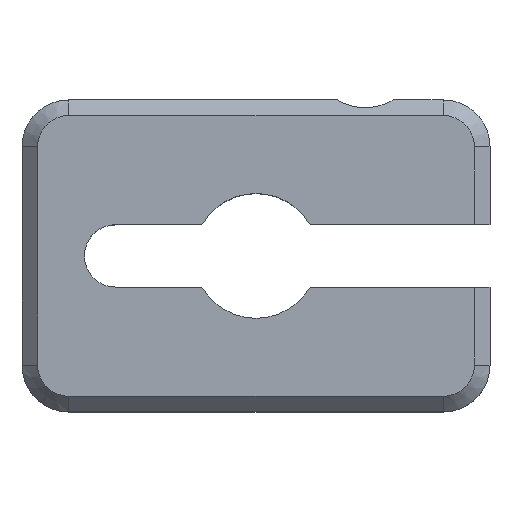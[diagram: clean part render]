
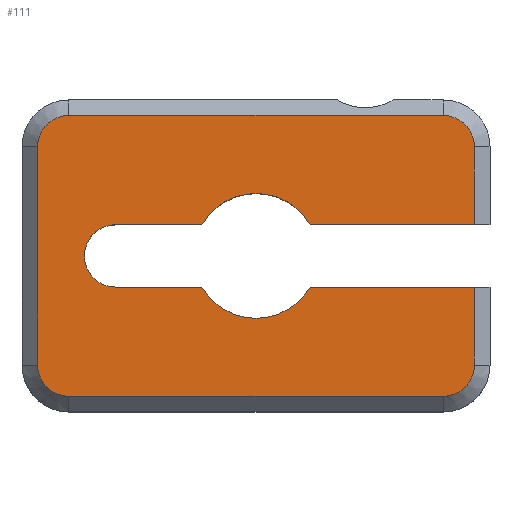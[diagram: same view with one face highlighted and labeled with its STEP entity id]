
A CAD part, top view. The second image highlights one B-rep face of the part: STEP entity #111.
In plain terms, the highlighted planar face has unit normal (0, 0, 1).
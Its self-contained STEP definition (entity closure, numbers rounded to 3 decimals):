
#111=ADVANCED_FACE('',(#528),#530,.T.);
#528=FACE_BOUND('',#529,.T.);
#529=EDGE_LOOP('',(#868,#869,#870,#871,#872,#873,#874,#875,#876,#877,#878,#879,#880,
#881,#882,#883));
#530=PLANE('',#531);
#531=AXIS2_PLACEMENT_3D('',#532,#533,#534);
#532=CARTESIAN_POINT('',(0.,0.,4.));
#533=DIRECTION('',(0.,0.,1.));
#534=DIRECTION('',(-1.,0.,0.));
#868=ORIENTED_EDGE('',*,*,#1088,.F.);
#869=ORIENTED_EDGE('',*,*,#1089,.T.);
#870=ORIENTED_EDGE('',*,*,#1090,.T.);
#871=ORIENTED_EDGE('',*,*,#1055,.T.);
#872=ORIENTED_EDGE('',*,*,#1091,.T.);
#873=ORIENTED_EDGE('',*,*,#1092,.T.);
#874=ORIENTED_EDGE('',*,*,#1093,.T.);
#875=ORIENTED_EDGE('',*,*,#1094,.T.);
#876=ORIENTED_EDGE('',*,*,#1095,.T.);
#877=ORIENTED_EDGE('',*,*,#1096,.T.);
#878=ORIENTED_EDGE('',*,*,#1097,.T.);
#879=ORIENTED_EDGE('',*,*,#1098,.T.);
#880=ORIENTED_EDGE('',*,*,#1099,.T.);
#881=ORIENTED_EDGE('',*,*,#1100,.T.);
#882=ORIENTED_EDGE('',*,*,#1101,.T.);
#883=ORIENTED_EDGE('',*,*,#1102,.T.);
#1055=EDGE_CURVE('',#1171,#1168,#1172,.T.);
#1088=EDGE_CURVE('',#1232,#1233,#1234,.F.);
#1089=EDGE_CURVE('',#1232,#1235,#1236,.T.);
#1090=EDGE_CURVE('',#1235,#1171,#1237,.T.);
#1091=EDGE_CURVE('',#1168,#1238,#1239,.T.);
#1092=EDGE_CURVE('',#1238,#1240,#1241,.T.);
#1093=EDGE_CURVE('',#1240,#1242,#1243,.T.);
#1094=EDGE_CURVE('',#1242,#1244,#1245,.T.);
#1095=EDGE_CURVE('',#1244,#1246,#1247,.T.);
#1096=EDGE_CURVE('',#1246,#1248,#1249,.T.);
#1097=EDGE_CURVE('',#1248,#1250,#1251,.T.);
#1098=EDGE_CURVE('',#1250,#1252,#1253,.T.);
#1099=EDGE_CURVE('',#1252,#1254,#1255,.T.);
#1100=EDGE_CURVE('',#1254,#1256,#1257,.T.);
#1101=EDGE_CURVE('',#1256,#1258,#1259,.T.);
#1102=EDGE_CURVE('',#1258,#1233,#1260,.T.);
#1168=VERTEX_POINT('',#1356);
#1171=VERTEX_POINT('',#1361);
#1172=LINE('',#1362,#1363);
#1232=VERTEX_POINT('',#1503);
#1233=VERTEX_POINT('',#1504);
#1234=CIRCLE('',#1505,2.);
#1235=VERTEX_POINT('',#1509);
#1236=LINE('',#1510,#1511);
#1237=CIRCLE('',#1513,4.);
#1238=VERTEX_POINT('',#1517);
#1239=LINE('',#1518,#1519);
#1240=VERTEX_POINT('',#1521);
#1241=CIRCLE('',#1522,2.);
#1242=VERTEX_POINT('',#1526);
#1243=LINE('',#1527,#1528);
#1244=VERTEX_POINT('',#1530);
#1245=CIRCLE('',#1531,2.);
#1246=VERTEX_POINT('',#1535);
#1247=LINE('',#1536,#1537);
#1248=VERTEX_POINT('',#1539);
#1249=CIRCLE('',#1540,2.);
#1250=VERTEX_POINT('',#1544);
#1251=LINE('',#1545,#1546);
#1252=VERTEX_POINT('',#1548);
#1253=CIRCLE('',#1549,2.);
#1254=VERTEX_POINT('',#1553);
#1255=LINE('',#1554,#1555);
#1256=VERTEX_POINT('',#1557);
#1257=LINE('',#1558,#1559);
#1258=VERTEX_POINT('',#1561);
#1259=CIRCLE('',#1562,4.);
#1260=LINE('',#1566,#1567);
#1356=CARTESIAN_POINT('',(18.,2.,4.));
#1361=CARTESIAN_POINT('',(7.464,2.,4.));
#1362=CARTESIAN_POINT('',(7.464,2.,4.));
#1363=VECTOR('',#1364,1.);
#1364=DIRECTION('',(1.,0.,0.));
#1503=CARTESIAN_POINT('',(-5.,2.,4.));
#1504=CARTESIAN_POINT('',(-5.,-2.,4.));
#1505=AXIS2_PLACEMENT_3D('',#1506,#1507,#1508);
#1506=CARTESIAN_POINT('',(-5.,0.,4.));
#1507=DIRECTION('',(0.,0.,-1.));
#1508=DIRECTION('',(0.,-1.,0.));
#1509=CARTESIAN_POINT('',(0.536,2.,4.));
#1510=CARTESIAN_POINT('',(-5.,2.,4.));
#1511=VECTOR('',#1512,1.);
#1512=DIRECTION('',(1.,0.,0.));
#1513=AXIS2_PLACEMENT_3D('',#1514,#1515,#1516);
#1514=CARTESIAN_POINT('',(4.,0.,4.));
#1515=DIRECTION('',(0.,0.,-1.));
#1516=DIRECTION('',(-0.866,0.5,0.));
#1517=CARTESIAN_POINT('',(18.,7.,4.));
#1518=CARTESIAN_POINT('',(18.,2.,4.));
#1519=VECTOR('',#1520,1.);
#1520=DIRECTION('',(0.,1.,0.));
#1521=CARTESIAN_POINT('',(16.,9.,4.));
#1522=AXIS2_PLACEMENT_3D('',#1523,#1524,#1525);
#1523=CARTESIAN_POINT('',(16.,7.,4.));
#1524=DIRECTION('',(0.,0.,1.));
#1525=DIRECTION('',(1.,0.,0.));
#1526=CARTESIAN_POINT('',(-8.,9.,4.));
#1527=CARTESIAN_POINT('',(16.,9.,4.));
#1528=VECTOR('',#1529,1.);
#1529=DIRECTION('',(-1.,0.,0.));
#1530=CARTESIAN_POINT('',(-10.,7.,4.));
#1531=AXIS2_PLACEMENT_3D('',#1532,#1533,#1534);
#1532=CARTESIAN_POINT('',(-8.,7.,4.));
#1533=DIRECTION('',(0.,0.,1.));
#1534=DIRECTION('',(0.,1.,0.));
#1535=CARTESIAN_POINT('',(-10.,-7.,4.));
#1536=CARTESIAN_POINT('',(-10.,7.,4.));
#1537=VECTOR('',#1538,1.);
#1538=DIRECTION('',(0.,-1.,0.));
#1539=CARTESIAN_POINT('',(-8.,-9.,4.));
#1540=AXIS2_PLACEMENT_3D('',#1541,#1542,#1543);
#1541=CARTESIAN_POINT('',(-8.,-7.,4.));
#1542=DIRECTION('',(0.,0.,1.));
#1543=DIRECTION('',(-1.,0.,0.));
#1544=CARTESIAN_POINT('',(16.,-9.,4.));
#1545=CARTESIAN_POINT('',(-8.,-9.,4.));
#1546=VECTOR('',#1547,1.);
#1547=DIRECTION('',(1.,0.,0.));
#1548=CARTESIAN_POINT('',(18.,-7.,4.));
#1549=AXIS2_PLACEMENT_3D('',#1550,#1551,#1552);
#1550=CARTESIAN_POINT('',(16.,-7.,4.));
#1551=DIRECTION('',(0.,0.,1.));
#1552=DIRECTION('',(0.,-1.,0.));
#1553=CARTESIAN_POINT('',(18.,-2.,4.));
#1554=CARTESIAN_POINT('',(18.,-7.,4.));
#1555=VECTOR('',#1556,1.);
#1556=DIRECTION('',(0.,1.,0.));
#1557=CARTESIAN_POINT('',(7.464,-2.,4.));
#1558=CARTESIAN_POINT('',(18.,-2.,4.));
#1559=VECTOR('',#1560,1.);
#1560=DIRECTION('',(-1.,0.,0.));
#1561=CARTESIAN_POINT('',(0.536,-2.,4.));
#1562=AXIS2_PLACEMENT_3D('',#1563,#1564,#1565);
#1563=CARTESIAN_POINT('',(4.,0.,4.));
#1564=DIRECTION('',(0.,0.,-1.));
#1565=DIRECTION('',(0.866,-0.5,0.));
#1566=CARTESIAN_POINT('',(0.536,-2.,4.));
#1567=VECTOR('',#1568,1.);
#1568=DIRECTION('',(-1.,0.,0.));
